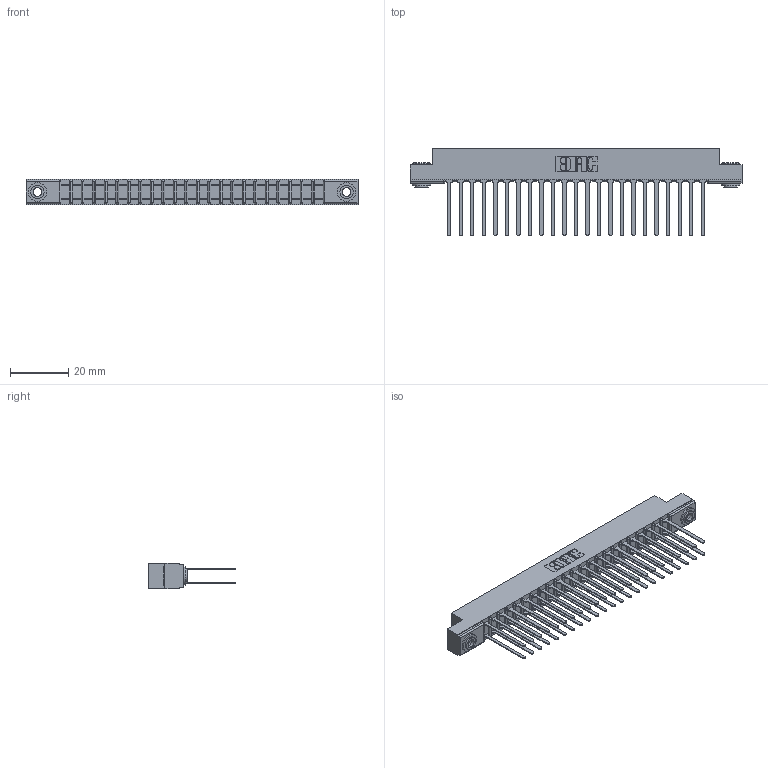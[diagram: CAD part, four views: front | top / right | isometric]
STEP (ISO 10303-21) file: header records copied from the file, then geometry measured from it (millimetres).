
FILE_DESCRIPTION (( 'STEP AP203' ), '1' );
FILE_NAME ('357-046-440-203.STEP', '2020-10-04T01:41:43', ( '' ), ( '' ), 'SwSTEP 2.0', 'SolidWorks 2020', '' );
FILE_SCHEMA (( 'CONFIG_CONTROL_DESIGN' ));
Length unit declared in the file: inch
Products named in the file (4): 357-046-440-203; 345-250-002_345-250-002-102; 307 Part_.156 Dia Mounting Holes; 307-290-001_540
Assembly tree (49 placements, depth 2):
  357-046-440-203
    307 Part_.156 Dia Mounting Holes
    307-290-001_540  x46
    345-250-002_345-250-002-102  x2
Bounding box: 114.15 x 30 x 8.71 mm (x, y, z)
Volume: 7724.5 mm3; surface area: 15408.4 mm2
Topology: 49 solids, 49 shells, 2310 faces, 6415 edges, 4146 vertices
Faces by surface type: plane 1520, cylinder 734, sphere 48, cone 8
Entity records: 23829 total; most frequent: CARTESIAN_POINT 3884, ORIENTED_EDGE 3838, DIRECTION 3827, EDGE_CURVE 1919, VECTOR 1457, LINE 1457, VERTEX_POINT 1242, AXIS2_PLACEMENT_3D 1185
